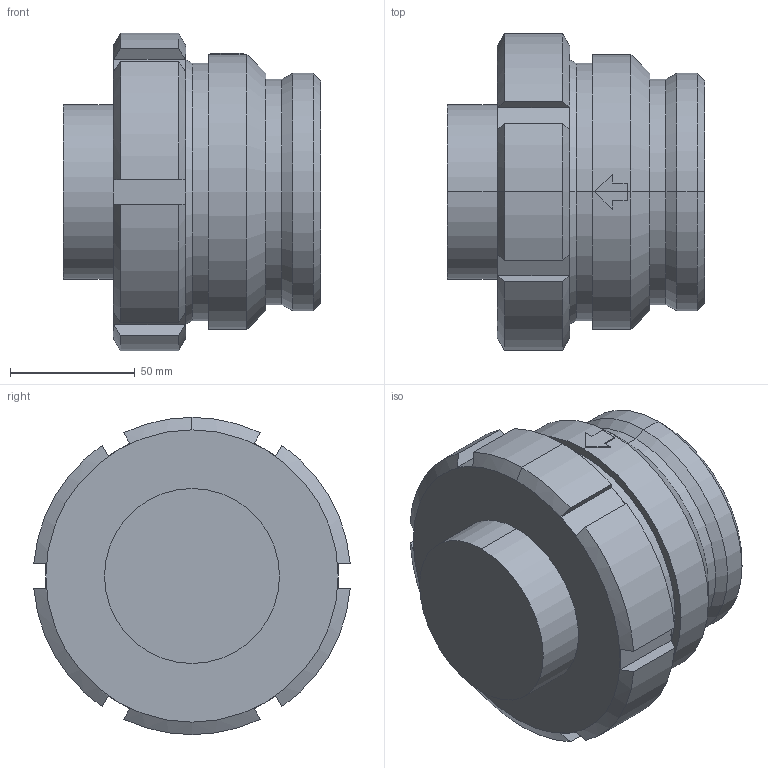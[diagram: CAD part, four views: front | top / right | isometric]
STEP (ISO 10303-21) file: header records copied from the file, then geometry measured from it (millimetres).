
FILE_DESCRIPTION (( 'STEP AP203' ), '1' );
FILE_NAME ('5091065000-xxx.STEP', '2011-03-03T14:47:33', ( ' ' ), ( ' ' ), 'SwSTEP 2.0', 'SolidWorks 2010', '' );
FILE_SCHEMA (( 'CONFIG_CONTROL_DESIGN' ));
Length unit declared in the file: millimetre
Products named in the file (1): 5091065000-xxx
Bounding box: 103 x 126.61 x 127 mm (x, y, z)
Volume: 817687.7 mm3; surface area: 62186.7 mm2
Topology: 2 solids, 2 shells, 80 faces, 185 edges, 115 vertices
Faces by surface type: plane 35, cone 24, cylinder 21
Entity records: 2401 total; most frequent: CARTESIAN_POINT 549, ORIENTED_EDGE 370, DIRECTION 364, EDGE_CURVE 185, AXIS2_PLACEMENT_3D 146, VERTEX_POINT 115, EDGE_LOOP 86, FACE_OUTER_BOUND 80
